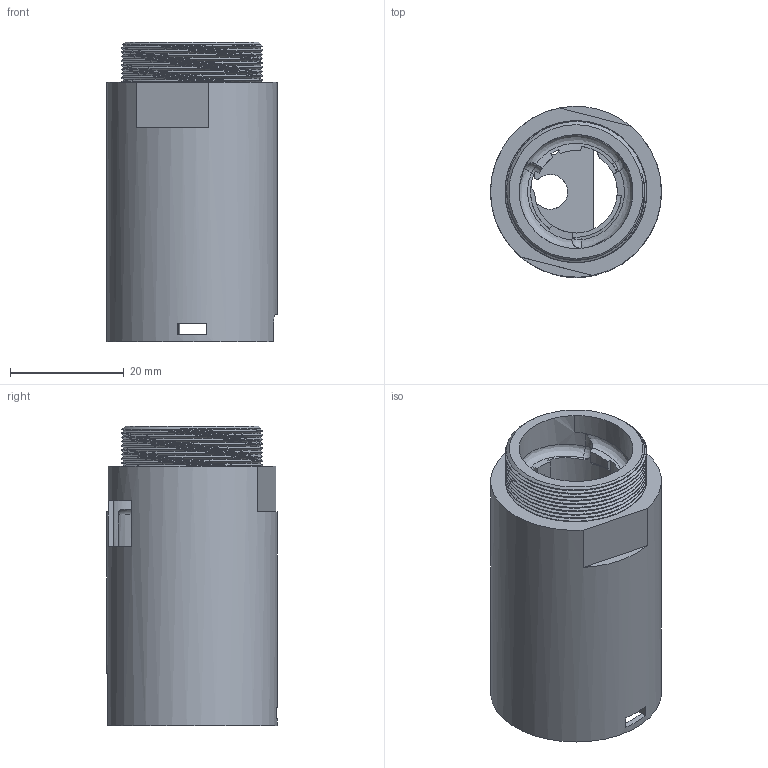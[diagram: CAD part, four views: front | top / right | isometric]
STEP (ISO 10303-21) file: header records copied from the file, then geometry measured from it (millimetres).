
FILE_DESCRIPTION(('FreeCAD Model'),'2;1');
FILE_NAME('Open CASCADE Shape Model','2025-06-25T10:14:46',(''),(''), 'Open CASCADE STEP processor 7.6','FreeCAD','Unknown');
FILE_SCHEMA(('AUTOMOTIVE_DESIGN { 1 0 10303 214 1 1 1 1 }'));
Length unit declared in the file: millimetre
Products named in the file (2): case; Cut108
Assembly tree (1 placements, depth 2):
  case
    Cut108
Bounding box: 30 x 30 x 52.5 mm (x, y, z)
Volume: 11109.1 mm3; surface area: 10671.2 mm2
Topology: 1 solids, 1 shells, 148 faces, 483 edges, 327 vertices
Faces by surface type: plane 73, cylinder 44, bspline 21, cone 4, torus 2, extrusion 2, sphere 2
Full cylindrical faces by diameter (mm): 1.8 x4, 1.97 x1, 30 x1
Entity records: 10767 total; most frequent: CARTESIAN_POINT 6599, ORIENTED_EDGE 960, DIRECTION 785, EDGE_CURVE 480, VERTEX_POINT 327, AXIS2_PLACEMENT_3D 295, VECTOR 195, LINE 193
